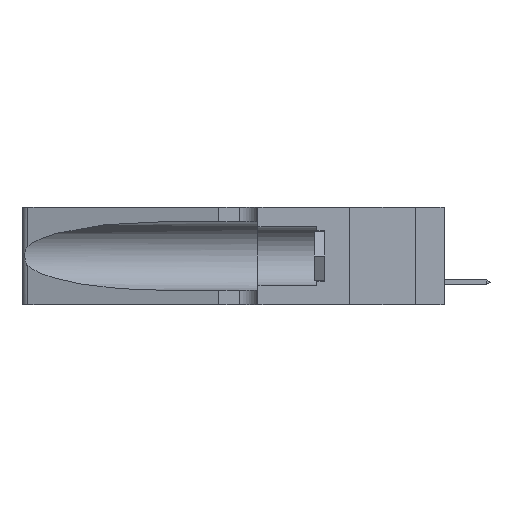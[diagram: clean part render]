
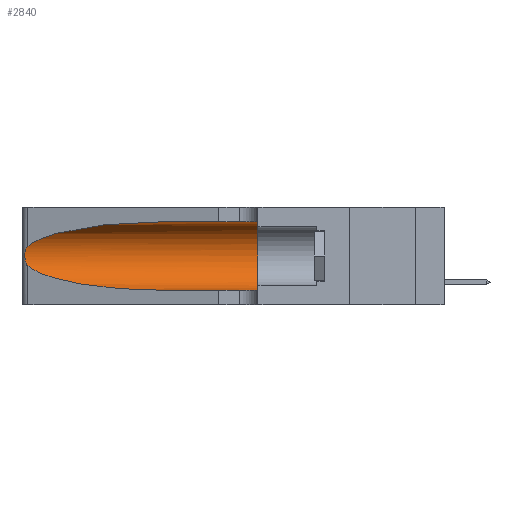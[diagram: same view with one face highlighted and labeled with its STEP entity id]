
A CAD part, left-side view. The second image highlights one B-rep face of the part: STEP entity #2840.
In plain terms, the highlighted cylindrical face has radius 3.308 mm (diameter 6.617 mm), a partial arc.
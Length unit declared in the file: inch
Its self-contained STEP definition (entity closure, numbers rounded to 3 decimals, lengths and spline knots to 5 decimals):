
#12 = DIRECTION ( 'NONE',  ( 0., 0., 1. ) ) ;
#1480 = CARTESIAN_POINT ( 'NONE',  ( 0.26075, 1.23896, 0.178 ) ) ;
#1543 = EDGE_CURVE ( 'NONE', #31913, #11896, #8384, .T. ) ;
#2469 = AXIS2_PLACEMENT_3D ( 'NONE', #4023, #17791, #12094 ) ;
#2523 = ORIENTED_EDGE ( 'NONE', *, *, #28277, .T. ) ;
#2840 = ADVANCED_FACE ( 'NONE', ( #9786 ), #6721, .F. ) ;
#3179 = CARTESIAN_POINT ( 'NONE',  ( 0.1305, 0.72297, 0.31525 ) ) ;
#4002 = CARTESIAN_POINT ( 'NONE',  ( 0.1305, 0.72297, 0.05475 ) ) ;
#4023 = CARTESIAN_POINT ( 'NONE',  ( 0.1305, 1.61858, 0.185 ) ) ;
#4206 = CARTESIAN_POINT ( 'NONE',  ( 0.25487, 1.22718, 0.22369 ) ) ;
#4325 = CARTESIAN_POINT ( 'NONE',  ( 0.26017, 1.23833, 0.17102 ) ) ;
#6217 = EDGE_CURVE ( 'NONE', #6883, #11896, #22314, .T. ) ;
#6721 = CYLINDRICAL_SURFACE ( 'NONE', #2469, 0.13025 ) ;
#6883 = VERTEX_POINT ( 'NONE', #25010 ) ;
#7089 = CARTESIAN_POINT ( 'NONE',  ( 0.1305, 1.61858, 0.05475 ) ) ;
#7152 = CARTESIAN_POINT ( 'NONE',  ( 0.25639, 1.23186, 0.15144 ) ) ;
#7267 = CARTESIAN_POINT ( 'NONE',  ( 0.25854, 1.2359, 0.20912 ) ) ;
#7666 = EDGE_CURVE ( 'NONE', #10328, #16287, #27574, .T. ) ;
#7793 = CARTESIAN_POINT ( 'NONE',  ( 0.1305, 0.35, 0.185 ) ) ;
#8384 = CIRCLE ( 'NONE', #26708, 0.13025 ) ;
#9275 = CARTESIAN_POINT ( 'NONE',  ( 0.2373, 1.15595, 0.08982 ) ) ;
#9481 = EDGE_CURVE ( 'NONE', #24786, #6883, #21003, .T. ) ;
#9786 = FACE_OUTER_BOUND ( 'NONE', #21916, .T. ) ;
#9997 = ORIENTED_EDGE ( 'NONE', *, *, #7666, .T. ) ;
#10328 = VERTEX_POINT ( 'NONE', #17958 ) ;
#10376 = DIRECTION ( 'NONE',  ( 0., -1., 0. ) ) ;
#11896 = VERTEX_POINT ( 'NONE', #14974 ) ;
#11986 = CARTESIAN_POINT ( 'NONE',  ( 0.2373, 1.15595, 0.28018 ) ) ;
#12094 = DIRECTION ( 'NONE',  ( 0., 0., -1. ) ) ;
#14200 = EDGE_CURVE ( 'NONE', #10328, #31913, #25137, .T. ) ;
#14804 = CARTESIAN_POINT ( 'NONE',  ( 0.18966, 0.96281, 0.05475 ) ) ;
#14873 = ORIENTED_EDGE ( 'NONE', *, *, #9481, .T. ) ;
#14974 = CARTESIAN_POINT ( 'NONE',  ( 0.1305, 0.35, 0.05475 ) ) ;
#15062 = CARTESIAN_POINT ( 'NONE',  ( 0.25487, 1.22718, 0.14631 ) ) ;
#15533 = CARTESIAN_POINT ( 'NONE',  ( 0.25787, 1.23484, 0.2124 ) ) ;
#15903 = CARTESIAN_POINT ( 'NONE',  ( 0.25639, 1.23184, 0.21858 ) ) ;
#16287 = VERTEX_POINT ( 'NONE', #17242 ) ;
#16439 = ORIENTED_EDGE ( 'NONE', *, *, #6217, .T. ) ;
#16704 = CARTESIAN_POINT ( 'NONE',  ( 0.1305, 0.35, 0.31525 ) ) ;
#17116 = DIRECTION ( 'NONE',  ( 0., 1., 0. ) ) ;
#17242 = CARTESIAN_POINT ( 'NONE',  ( 0.25487, 1.22718, 0.22369 ) ) ;
#17791 = DIRECTION ( 'NONE',  ( 0., -1., 0. ) ) ;
#17958 = CARTESIAN_POINT ( 'NONE',  ( 0.1305, 0.72297, 0.31525 ) ) ;
#17990 = ORIENTED_EDGE ( 'NONE', *, *, #14200, .F. ) ;
#18305 = VECTOR ( 'NONE', #24078, 39.37008 ) ;
#18339 = CARTESIAN_POINT ( 'NONE',  ( 0.26075, 1.23896, 0.19203 ) ) ;
#19075 = ORIENTED_EDGE ( 'NONE', *, *, #1543, .F. ) ;
#21003 =( BOUNDED_CURVE ( )  B_SPLINE_CURVE ( 3, ( #15062, #9275, #14804, #4002 ),
 .UNSPECIFIED., .F., .F. ) 
 B_SPLINE_CURVE_WITH_KNOTS ( ( 4, 4 ),
 ( 3.44316, 4.71239 ),
 .UNSPECIFIED. ) 
 CURVE ( )  GEOMETRIC_REPRESENTATION_ITEM ( )  RATIONAL_B_SPLINE_CURVE ( ( 1., 0.87, 0.87, 1. ) ) 
 REPRESENTATION_ITEM ( '' )  );
#21211 = B_SPLINE_CURVE_WITH_KNOTS ( 'NONE', 3,
 ( #4206, #24252, #15903, #15533, #7267, #26849, #18339, #1480, #4325, #24015, #23896, #7152, #26983, #27236 ),
 .UNSPECIFIED., .F., .F.,
 ( 4, 2, 2, 2, 2, 2, 4 ),
 ( 0., 0.00027, 0.00053, 0.00107, 0.0016, 0.00187, 0.00214 ),
 .UNSPECIFIED. ) ;
#21916 = EDGE_LOOP ( 'NONE', ( #9997, #2523, #14873, #16439, #19075, #17990 ) ) ;
#22314 = LINE ( 'NONE', #7089, #18305 ) ;
#22963 = CARTESIAN_POINT ( 'NONE',  ( 0.18966, 0.96281, 0.31525 ) ) ;
#23896 = CARTESIAN_POINT ( 'NONE',  ( 0.25789, 1.23486, 0.15765 ) ) ;
#24015 = CARTESIAN_POINT ( 'NONE',  ( 0.25856, 1.23593, 0.16098 ) ) ;
#24078 = DIRECTION ( 'NONE',  ( 0., -1., 0. ) ) ;
#24252 = CARTESIAN_POINT ( 'NONE',  ( 0.25555, 1.22994, 0.2215 ) ) ;
#24786 = VERTEX_POINT ( 'NONE', #29064 ) ;
#25010 = CARTESIAN_POINT ( 'NONE',  ( 0.1305, 0.72297, 0.05475 ) ) ;
#25137 = LINE ( 'NONE', #27169, #36168 ) ;
#26708 = AXIS2_PLACEMENT_3D ( 'NONE', #7793, #17116, #12 ) ;
#26849 = CARTESIAN_POINT ( 'NONE',  ( 0.26018, 1.23835, 0.19895 ) ) ;
#26983 = CARTESIAN_POINT ( 'NONE',  ( 0.25555, 1.22993, 0.14849 ) ) ;
#27169 = CARTESIAN_POINT ( 'NONE',  ( 0.1305, 1.61858, 0.31525 ) ) ;
#27236 = CARTESIAN_POINT ( 'NONE',  ( 0.25487, 1.22718, 0.14631 ) ) ;
#27574 =( BOUNDED_CURVE ( )  B_SPLINE_CURVE ( 3, ( #3179, #22963, #11986, #30149 ),
 .UNSPECIFIED., .F., .F. ) 
 B_SPLINE_CURVE_WITH_KNOTS ( ( 4, 4 ),
 ( 1.5708, 2.84003 ),
 .UNSPECIFIED. ) 
 CURVE ( )  GEOMETRIC_REPRESENTATION_ITEM ( )  RATIONAL_B_SPLINE_CURVE ( ( 1., 0.87, 0.87, 1. ) ) 
 REPRESENTATION_ITEM ( '' )  );
#28277 = EDGE_CURVE ( 'NONE', #16287, #24786, #21211, .T. ) ;
#29064 = CARTESIAN_POINT ( 'NONE',  ( 0.25487, 1.22718, 0.14631 ) ) ;
#30149 = CARTESIAN_POINT ( 'NONE',  ( 0.25487, 1.22718, 0.22369 ) ) ;
#31913 = VERTEX_POINT ( 'NONE', #16704 ) ;
#36168 = VECTOR ( 'NONE', #10376, 39.37008 ) ;
